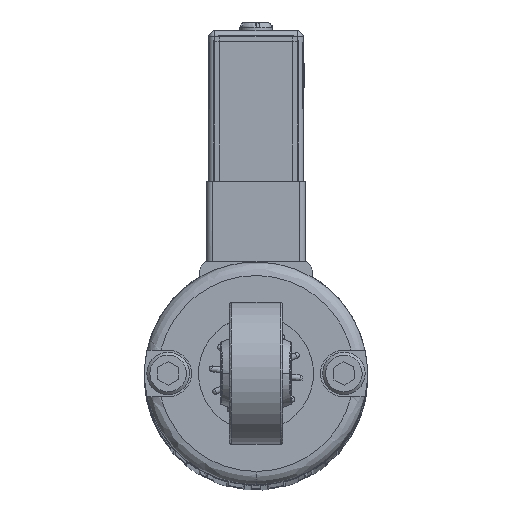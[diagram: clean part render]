
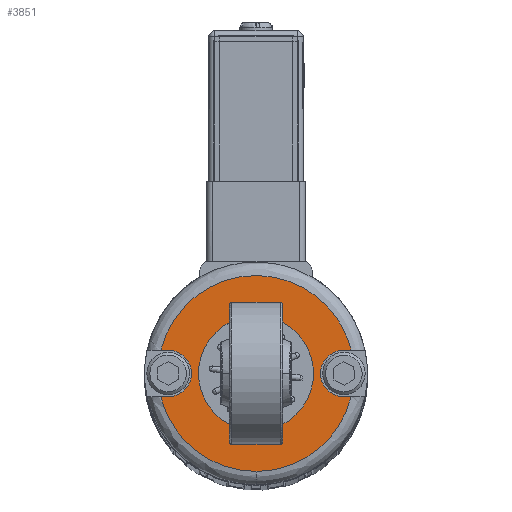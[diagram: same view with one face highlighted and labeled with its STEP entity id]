
A CAD part, top view. The second image highlights one B-rep face of the part: STEP entity #3851.
In plain terms, the highlighted planar face has unit normal (0, 0, 1).
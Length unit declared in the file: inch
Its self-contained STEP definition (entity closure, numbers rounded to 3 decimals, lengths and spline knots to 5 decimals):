
#28 = CARTESIAN_POINT ( 'NONE',  ( 0.63477, -0.15551, 9.40945 ) ) ;
#47 = VERTEX_POINT ( 'NONE', #18805 ) ;
#114 = ORIENTED_EDGE ( 'NONE', *, *, #19433, .F. ) ;
#551 = CARTESIAN_POINT ( 'NONE',  ( -0.63477, -0.15551, 9.40945 ) ) ;
#675 = VERTEX_POINT ( 'NONE', #10944 ) ;
#897 = DIRECTION ( 'NONE',  ( 0., 0., -1. ) ) ;
#1783 = CARTESIAN_POINT ( 'NONE',  ( -0.03923, -0.38185, 9.40945 ) ) ;
#1801 = CARTESIAN_POINT ( 'NONE',  ( 0., -0.65354, 9.40945 ) ) ;
#2041 = CARTESIAN_POINT ( 'NONE',  ( 0.58661, 0., 9.40945 ) ) ;
#2102 = VERTEX_POINT ( 'NONE', #4201 ) ;
#2304 = DIRECTION ( 'NONE',  ( 0., 1., 0. ) ) ;
#2430 = DIRECTION ( 'NONE',  ( 0., 0., -1. ) ) ;
#2668 = EDGE_LOOP ( 'NONE', ( #3274, #22304, #114, #12712, #18074, #3570, #14164, #3584, #22036 ) ) ;
#2962 = AXIS2_PLACEMENT_3D ( 'NONE', #5275, #8578, #15782 ) ;
#3039 = CARTESIAN_POINT ( 'NONE',  ( -0.63477, 0.15551, 9.40945 ) ) ;
#3080 = CARTESIAN_POINT ( 'NONE',  ( 0.72766, -0.15551, 9.40945 ) ) ;
#3274 = ORIENTED_EDGE ( 'NONE', *, *, #6896, .F. ) ;
#3570 = ORIENTED_EDGE ( 'NONE', *, *, #8044, .T. ) ;
#3573 = DIRECTION ( 'NONE',  ( 0., 1., 0. ) ) ;
#3584 = ORIENTED_EDGE ( 'NONE', *, *, #19828, .F. ) ;
#3684 = CARTESIAN_POINT ( 'NONE',  ( -0.31272, -0.65354, 9.40945 ) ) ;
#3851 = ADVANCED_FACE ( 'NONE', ( #4650, #9531 ), #18379, .F. ) ;
#3863 = EDGE_LOOP ( 'NONE', ( #10674 ) ) ;
#4201 = CARTESIAN_POINT ( 'NONE',  ( 0.58661, -0.15551, 9.40945 ) ) ;
#4650 = FACE_BOUND ( 'NONE', #3863, .T. ) ;
#4742 = CARTESIAN_POINT ( 'NONE',  ( 0.63477, 0.15551, 9.40945 ) ) ;
#5204 = CARTESIAN_POINT ( 'NONE',  ( -0.55998, -0.46079, 9.40945 ) ) ;
#5275 = CARTESIAN_POINT ( 'NONE',  ( 0., 0., 9.40945 ) ) ;
#5316 = VERTEX_POINT ( 'NONE', #19049 ) ;
#5881 =( BOUNDED_CURVE ( )  B_SPLINE_CURVE ( 3, ( #1801, #3684, #5204, #17836 ),
 .UNSPECIFIED., .F., .T. ) 
 B_SPLINE_CURVE_WITH_KNOTS ( ( 4, 4 ),
 ( 0., 1. ),
 .UNSPECIFIED. ) 
 CURVE ( )  GEOMETRIC_REPRESENTATION_ITEM ( )  RATIONAL_B_SPLINE_CURVE ( ( 0.957, 0.817, 0.813, 0.944 ) ) 
 REPRESENTATION_ITEM ( '' )  );
#6233 = CARTESIAN_POINT ( 'NONE',  ( 0.64239, -0.15551, 9.40945 ) ) ;
#6260 = AXIS2_PLACEMENT_3D ( 'NONE', #7640, #897, #13490 ) ;
#6673 = CARTESIAN_POINT ( 'NONE',  ( -0.43009, 0.99099, 9.40945 ) ) ;
#6896 = EDGE_CURVE ( 'NONE', #5316, #16835, #7041, .T. ) ;
#7041 =( BOUNDED_CURVE ( )  B_SPLINE_CURVE ( 3, ( #28, #7342, #12654, #17956 ),
 .UNSPECIFIED., .F., .F. ) 
 B_SPLINE_CURVE_WITH_KNOTS ( ( 4, 4 ),
 ( 0., 1. ),
 .UNSPECIFIED. ) 
 CURVE ( )  GEOMETRIC_REPRESENTATION_ITEM ( )  RATIONAL_B_SPLINE_CURVE ( ( 0.944, 0.813, 0.817, 0.957 ) ) 
 REPRESENTATION_ITEM ( '' )  );
#7087 = EDGE_CURVE ( 'NONE', #21723, #21723, #19536, .T. ) ;
#7342 = CARTESIAN_POINT ( 'NONE',  ( 0.55998, -0.46079, 9.40945 ) ) ;
#7640 = CARTESIAN_POINT ( 'NONE',  ( 0.64239, 0.66139, 9.40945 ) ) ;
#7940 = CARTESIAN_POINT ( 'NONE',  ( 0.64239, 0.15551, 9.40945 ) ) ;
#8044 = EDGE_CURVE ( 'NONE', #675, #47, #9698, .T. ) ;
#8089 = VECTOR ( 'NONE', #20518, 39.37008 ) ;
#8578 = DIRECTION ( 'NONE',  ( 0., 0., 1. ) ) ;
#9531 = FACE_OUTER_BOUND ( 'NONE', #2668, .T. ) ;
#9542 = LINE ( 'NONE', #6233, #8089 ) ;
#9698 = LINE ( 'NONE', #17024, #17664 ) ;
#10331 = CIRCLE ( 'NONE', #11113, 0.15551 ) ;
#10389 = EDGE_CURVE ( 'NONE', #675, #17559, #13255, .T. ) ;
#10598 = VERTEX_POINT ( 'NONE', #551 ) ;
#10631 = DIRECTION ( 'NONE',  ( 0., 0., 1. ) ) ;
#10674 = ORIENTED_EDGE ( 'NONE', *, *, #7087, .F. ) ;
#10944 = CARTESIAN_POINT ( 'NONE',  ( -0.63477, 0.15551, 9.40945 ) ) ;
#11113 = AXIS2_PLACEMENT_3D ( 'NONE', #2041, #10631, #3573 ) ;
#11197 = VERTEX_POINT ( 'NONE', #16910 ) ;
#11254 = CARTESIAN_POINT ( 'NONE',  ( -0.58661, 0., 9.40945 ) ) ;
#12262 = LINE ( 'NONE', #3080, #21658 ) ;
#12654 = CARTESIAN_POINT ( 'NONE',  ( 0.31272, -0.65354, 9.40945 ) ) ;
#12712 = ORIENTED_EDGE ( 'NONE', *, *, #21774, .F. ) ;
#13255 =( BOUNDED_CURVE ( )  B_SPLINE_CURVE ( 3, ( #3039, #6673, #18842, #13523 ),
 .UNSPECIFIED., .F., .F. ) 
 B_SPLINE_CURVE_WITH_KNOTS ( ( 4, 4 ),
 ( 0., 1. ),
 .UNSPECIFIED. ) 
 CURVE ( )  GEOMETRIC_REPRESENTATION_ITEM ( )  RATIONAL_B_SPLINE_CURVE ( ( 0.922, 0.454, 0.454, 0.922 ) ) 
 REPRESENTATION_ITEM ( '' )  );
#13490 = DIRECTION ( 'NONE',  ( 0., -1., 0. ) ) ;
#13523 = CARTESIAN_POINT ( 'NONE',  ( 0.63477, 0.15551, 9.40945 ) ) ;
#13732 = VERTEX_POINT ( 'NONE', #16618 ) ;
#14164 = ORIENTED_EDGE ( 'NONE', *, *, #16586, .T. ) ;
#15151 = DIRECTION ( 'NONE',  ( -1., 0., 0. ) ) ;
#15782 = DIRECTION ( 'NONE',  ( -0.102, -0.995, 0. ) ) ;
#16586 = EDGE_CURVE ( 'NONE', #47, #11197, #19621, .T. ) ;
#16618 = CARTESIAN_POINT ( 'NONE',  ( 0.58661, 0.15551, 9.40945 ) ) ;
#16832 = EDGE_CURVE ( 'NONE', #16835, #10598, #5881, .T. ) ;
#16835 = VERTEX_POINT ( 'NONE', #21499 ) ;
#16910 = CARTESIAN_POINT ( 'NONE',  ( -0.58661, -0.15551, 9.40945 ) ) ;
#17024 = CARTESIAN_POINT ( 'NONE',  ( -0.72766, 0.15551, 9.40945 ) ) ;
#17413 = VECTOR ( 'NONE', #15151, 39.37008 ) ;
#17559 = VERTEX_POINT ( 'NONE', #4742 ) ;
#17664 = VECTOR ( 'NONE', #18784, 39.37008 ) ;
#17836 = CARTESIAN_POINT ( 'NONE',  ( -0.63477, -0.15551, 9.40945 ) ) ;
#17956 = CARTESIAN_POINT ( 'NONE',  ( 0., -0.65354, 9.40945 ) ) ;
#18074 = ORIENTED_EDGE ( 'NONE', *, *, #10389, .F. ) ;
#18379 = PLANE ( 'NONE',  #6260 ) ;
#18784 = DIRECTION ( 'NONE',  ( 1., 0., 0. ) ) ;
#18805 = CARTESIAN_POINT ( 'NONE',  ( -0.58661, 0.15551, 9.40945 ) ) ;
#18842 = CARTESIAN_POINT ( 'NONE',  ( 0.43009, 0.99099, 9.40945 ) ) ;
#19049 = CARTESIAN_POINT ( 'NONE',  ( 0.63477, -0.15551, 9.40945 ) ) ;
#19110 = DIRECTION ( 'NONE',  ( -1., 0., 0. ) ) ;
#19433 = EDGE_CURVE ( 'NONE', #13732, #2102, #10331, .T. ) ;
#19536 = CIRCLE ( 'NONE', #2962, 0.38386 ) ;
#19621 = CIRCLE ( 'NONE', #22640, 0.15551 ) ;
#19644 = EDGE_CURVE ( 'NONE', #5316, #2102, #12262, .T. ) ;
#19828 = EDGE_CURVE ( 'NONE', #10598, #11197, #9542, .T. ) ;
#20342 = LINE ( 'NONE', #7940, #17413 ) ;
#20518 = DIRECTION ( 'NONE',  ( 1., 0., 0. ) ) ;
#21499 = CARTESIAN_POINT ( 'NONE',  ( 0., -0.65354, 9.40945 ) ) ;
#21658 = VECTOR ( 'NONE', #19110, 39.37008 ) ;
#21723 = VERTEX_POINT ( 'NONE', #1783 ) ;
#21774 = EDGE_CURVE ( 'NONE', #17559, #13732, #20342, .T. ) ;
#22036 = ORIENTED_EDGE ( 'NONE', *, *, #16832, .F. ) ;
#22304 = ORIENTED_EDGE ( 'NONE', *, *, #19644, .T. ) ;
#22640 = AXIS2_PLACEMENT_3D ( 'NONE', #11254, #2430, #2304 ) ;
